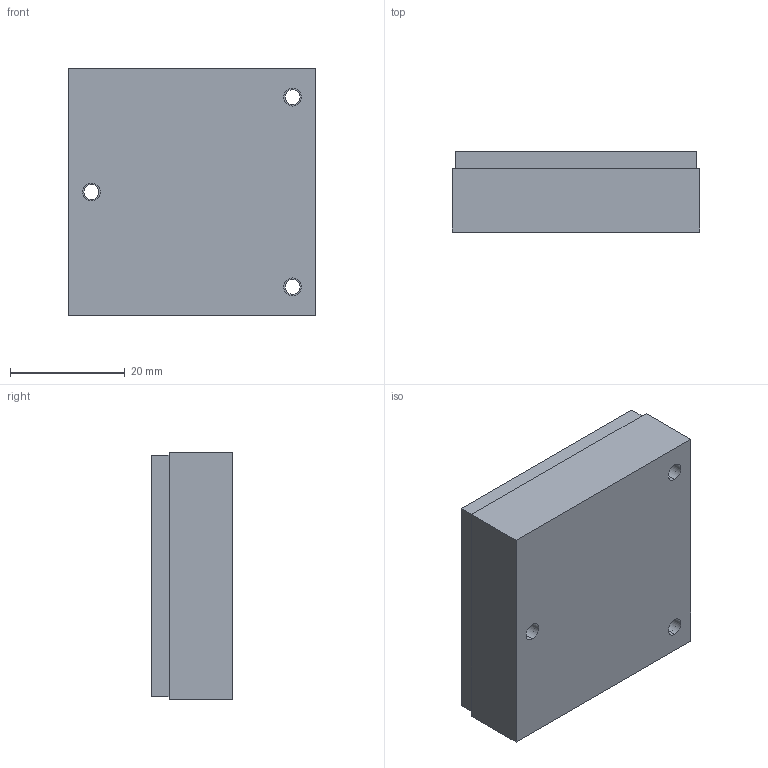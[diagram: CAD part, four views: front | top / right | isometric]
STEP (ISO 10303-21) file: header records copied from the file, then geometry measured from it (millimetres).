
FILE_DESCRIPTION (( 'STEP AP203' ), '1' );
FILE_NAME ('狟菁俋褲.STEP', '2022-02-14T12:09:18', ( '' ), ( '' ), 'SwSTEP 2.0', 'SolidWorks 2016', '' );
FILE_SCHEMA (( 'CONFIG_CONTROL_DESIGN' ));
Length unit declared in the file: millimetre
Products named in the file (1): 狟菁俋褲
Bounding box: 43 x 14 x 43 mm (x, y, z)
Volume: 3784.7 mm3; surface area: 8500.4 mm2
Topology: 1 solids, 1 shells, 155 faces, 399 edges, 266 vertices
Faces by surface type: plane 103, bspline 34, cylinder 18
Entity records: 6598 total; most frequent: CARTESIAN_POINT 2919, ORIENTED_EDGE 798, DIRECTION 611, EDGE_CURVE 399, VECTOR 295, LINE 295, VERTEX_POINT 266, EDGE_LOOP 181
